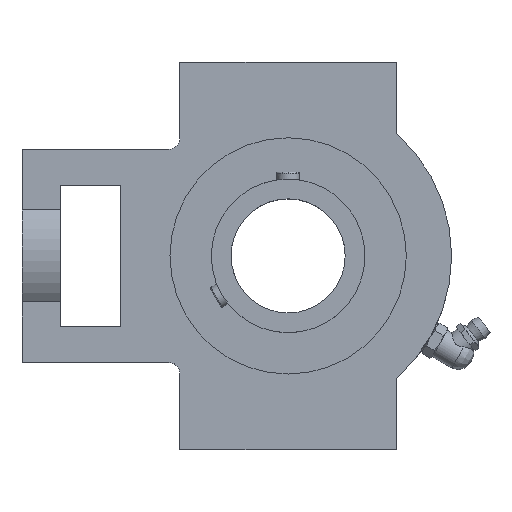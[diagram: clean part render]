
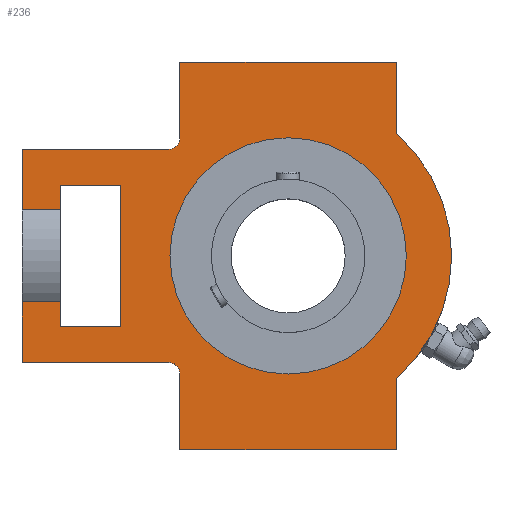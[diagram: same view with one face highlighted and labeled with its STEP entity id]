
A CAD part, top view. The second image highlights one B-rep face of the part: STEP entity #236.
In plain terms, the highlighted planar face has unit normal (0, 0, 1).
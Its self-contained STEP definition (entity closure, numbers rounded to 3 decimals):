
#236 = ADVANCED_FACE( '', ( #548, #549 ), #550, .T. );
#548 = FACE_BOUND( '', #941, .T. );
#549 = FACE_OUTER_BOUND( '', #942, .T. );
#550 = PLANE( '', #943 );
#941 = EDGE_LOOP( '', ( #1521 ) );
#942 = EDGE_LOOP( '', ( #1522, #1523, #1524, #1525, #1526, #1527, #1528, #1529, #1530, #1531, #1532, #1533, #1534, #1535, #1536, #1537, #1538, #1539, #1540, #1541 ) );
#943 = AXIS2_PLACEMENT_3D( '', #1542, #1543, #1544 );
#1521 = ORIENTED_EDGE( '', *, *, #2301, .F. );
#1522 = ORIENTED_EDGE( '', *, *, #2318, .T. );
#1523 = ORIENTED_EDGE( '', *, *, #2319, .T. );
#1524 = ORIENTED_EDGE( '', *, *, #2320, .F. );
#1525 = ORIENTED_EDGE( '', *, *, #2290, .F. );
#1526 = ORIENTED_EDGE( '', *, *, #2321, .F. );
#1527 = ORIENTED_EDGE( '', *, *, #2163, .F. );
#1528 = ORIENTED_EDGE( '', *, *, #2322, .F. );
#1529 = ORIENTED_EDGE( '', *, *, #2323, .T. );
#1530 = ORIENTED_EDGE( '', *, *, #2324, .T. );
#1531 = ORIENTED_EDGE( '', *, *, #2256, .T. );
#1532 = ORIENTED_EDGE( '', *, *, #2325, .F. );
#1533 = ORIENTED_EDGE( '', *, *, #2326, .T. );
#1534 = ORIENTED_EDGE( '', *, *, #2327, .T. );
#1535 = ORIENTED_EDGE( '', *, *, #2328, .T. );
#1536 = ORIENTED_EDGE( '', *, *, #2329, .T. );
#1537 = ORIENTED_EDGE( '', *, *, #2330, .T. );
#1538 = ORIENTED_EDGE( '', *, *, #2331, .T. );
#1539 = ORIENTED_EDGE( '', *, *, #2332, .T. );
#1540 = ORIENTED_EDGE( '', *, *, #2315, .F. );
#1541 = ORIENTED_EDGE( '', *, *, #2333, .T. );
#1542 = CARTESIAN_POINT( '', ( -31.5, -31., 14. ) );
#1543 = DIRECTION( '', ( 0., 0., 1. ) );
#1544 = DIRECTION( '', ( 1., 0., 0. ) );
#2163 = EDGE_CURVE( '', #2521, #2523, #2524, .T. );
#2256 = EDGE_CURVE( '', #2679, #2677, #2680, .T. );
#2290 = EDGE_CURVE( '', #2733, #2735, #2736, .T. );
#2301 = EDGE_CURVE( '', #2751, #2751, #2752, .T. );
#2315 = EDGE_CURVE( '', #2770, #2772, #2773, .T. );
#2318 = EDGE_CURVE( '', #2776, #2777, #2778, .T. );
#2319 = EDGE_CURVE( '', #2777, #2779, #2780, .F. );
#2320 = EDGE_CURVE( '', #2735, #2779, #2781, .T. );
#2321 = EDGE_CURVE( '', #2523, #2733, #2782, .T. );
#2322 = EDGE_CURVE( '', #2783, #2521, #2784, .T. );
#2323 = EDGE_CURVE( '', #2783, #2785, #2786, .T. );
#2324 = EDGE_CURVE( '', #2785, #2679, #2787, .T. );
#2325 = EDGE_CURVE( '', #2788, #2677, #2789, .T. );
#2326 = EDGE_CURVE( '', #2788, #2790, #2791, .T. );
#2327 = EDGE_CURVE( '', #2790, #2792, #2793, .T. );
#2328 = EDGE_CURVE( '', #2792, #2794, #2795, .T. );
#2329 = EDGE_CURVE( '', #2794, #2796, #2797, .T. );
#2330 = EDGE_CURVE( '', #2796, #2798, #2799, .T. );
#2331 = EDGE_CURVE( '', #2798, #2800, #2801, .T. );
#2332 = EDGE_CURVE( '', #2800, #2772, #2802, .T. );
#2333 = EDGE_CURVE( '', #2770, #2776, #2803, .T. );
#2521 = VERTEX_POINT( '', #3040 );
#2523 = VERTEX_POINT( '', #3043 );
#2524 = LINE( '', #3044, #3045 );
#2677 = VERTEX_POINT( '', #3420 );
#2679 = VERTEX_POINT( '', #3423 );
#2680 = LINE( '', #3424, #3425 );
#2733 = VERTEX_POINT( '', #3650 );
#2735 = VERTEX_POINT( '', #3653 );
#2736 = LINE( '', #3654, #3655 );
#2751 = VERTEX_POINT( '', #3718 );
#2752 = CIRCLE( '', #3719, 31.075 );
#2770 = VERTEX_POINT( '', #3767 );
#2772 = VERTEX_POINT( '', #3770 );
#2773 = CIRCLE( '', #3771, 3. );
#2776 = VERTEX_POINT( '', #3775 );
#2777 = VERTEX_POINT( '', #3776 );
#2778 = LINE( '', #3777, #3778 );
#2779 = VERTEX_POINT( '', #3779 );
#2780 = LINE( '', #3780, #3781 );
#2781 = LINE( '', #3782, #3783 );
#2782 = LINE( '', #3784, #3785 );
#2783 = VERTEX_POINT( '', #3786 );
#2784 = LINE( '', #3787, #3788 );
#2785 = VERTEX_POINT( '', #3789 );
#2786 = LINE( '', #3790, #3791 );
#2787 = LINE( '', #3792, #3793 );
#2788 = VERTEX_POINT( '', #3794 );
#2789 = CIRCLE( '', #3795, 3. );
#2790 = VERTEX_POINT( '', #3796 );
#2791 = LINE( '', #3797, #3798 );
#2792 = VERTEX_POINT( '', #3799 );
#2793 = LINE( '', #3800, #3801 );
#2794 = VERTEX_POINT( '', #3802 );
#2795 = LINE( '', #3803, #3804 );
#2796 = VERTEX_POINT( '', #3805 );
#2797 = CIRCLE( '', #3806, 43. );
#2798 = VERTEX_POINT( '', #3807 );
#2799 = LINE( '', #3808, #3809 );
#2800 = VERTEX_POINT( '', #3810 );
#2801 = LINE( '', #3811, #3812 );
#2802 = LINE( '', #3813, #3814 );
#2803 = LINE( '', #3815, #3816 );
#3040 = CARTESIAN_POINT( '', ( -60., -18.5, 14. ) );
#3043 = CARTESIAN_POINT( '', ( -44., -18.5, 14. ) );
#3044 = CARTESIAN_POINT( '', ( -60., -18.5, 14. ) );
#3045 = VECTOR( '', #4358, 1000. );
#3420 = CARTESIAN_POINT( '', ( -31.5, -28., 14. ) );
#3423 = CARTESIAN_POINT( '', ( -70., -28., 14. ) );
#3424 = CARTESIAN_POINT( '', ( -70., -28., 14. ) );
#3425 = VECTOR( '', #4429, 1000. );
#3650 = CARTESIAN_POINT( '', ( -44., 18.5, 14. ) );
#3653 = CARTESIAN_POINT( '', ( -60., 18.5, 14. ) );
#3654 = CARTESIAN_POINT( '', ( -44., 18.5, 14. ) );
#3655 = VECTOR( '', #4454, 1000. );
#3718 = CARTESIAN_POINT( '', ( 31.075, 0., 14. ) );
#3719 = AXIS2_PLACEMENT_3D( '', #4474, #4475, #4476 );
#3767 = CARTESIAN_POINT( '', ( -31.5, 28., 14. ) );
#3770 = CARTESIAN_POINT( '', ( -28.5, 31., 14. ) );
#3771 = AXIS2_PLACEMENT_3D( '', #4487, #4488, #4489 );
#3775 = CARTESIAN_POINT( '', ( -70., 28., 14. ) );
#3776 = CARTESIAN_POINT( '', ( -70., 12.093, 14. ) );
#3777 = CARTESIAN_POINT( '', ( -70., 28., 14. ) );
#3778 = VECTOR( '', #4491, 1000. );
#3779 = CARTESIAN_POINT( '', ( -60., 12.093, 14. ) );
#3780 = CARTESIAN_POINT( '', ( -60., 12.093, 14. ) );
#3781 = VECTOR( '', #4492, 1000. );
#3782 = CARTESIAN_POINT( '', ( -60., 18.5, 14. ) );
#3783 = VECTOR( '', #4493, 1000. );
#3784 = CARTESIAN_POINT( '', ( -44., -18.5, 14. ) );
#3785 = VECTOR( '', #4494, 1000. );
#3786 = CARTESIAN_POINT( '', ( -60., -12.093, 14. ) );
#3787 = CARTESIAN_POINT( '', ( -60., 18.5, 14. ) );
#3788 = VECTOR( '', #4495, 1000. );
#3789 = CARTESIAN_POINT( '', ( -70., -12.093, 14. ) );
#3790 = CARTESIAN_POINT( '', ( -60., -12.093, 14. ) );
#3791 = VECTOR( '', #4496, 1000. );
#3792 = CARTESIAN_POINT( '', ( -70., 28., 14. ) );
#3793 = VECTOR( '', #4497, 1000. );
#3794 = CARTESIAN_POINT( '', ( -28.5, -31., 14. ) );
#3795 = AXIS2_PLACEMENT_3D( '', #4498, #4499, #4500 );
#3796 = CARTESIAN_POINT( '', ( -28.5, -51., 14. ) );
#3797 = CARTESIAN_POINT( '', ( -28.5, -31., 14. ) );
#3798 = VECTOR( '', #4501, 1000. );
#3799 = CARTESIAN_POINT( '', ( 28.5, -51., 14. ) );
#3800 = CARTESIAN_POINT( '', ( -28.5, -51., 14. ) );
#3801 = VECTOR( '', #4502, 1000. );
#3802 = CARTESIAN_POINT( '', ( 28.5, -32.199, 14. ) );
#3803 = CARTESIAN_POINT( '', ( 28.5, -51., 14. ) );
#3804 = VECTOR( '', #4503, 1000. );
#3805 = CARTESIAN_POINT( '', ( 28.5, 32.199, 14. ) );
#3806 = AXIS2_PLACEMENT_3D( '', #4504, #4505, #4506 );
#3807 = CARTESIAN_POINT( '', ( 28.5, 51., 14. ) );
#3808 = CARTESIAN_POINT( '', ( 28.5, 32.199, 14. ) );
#3809 = VECTOR( '', #4507, 1000. );
#3810 = CARTESIAN_POINT( '', ( -28.5, 51., 14. ) );
#3811 = CARTESIAN_POINT( '', ( 28.5, 51., 14. ) );
#3812 = VECTOR( '', #4508, 1000. );
#3813 = CARTESIAN_POINT( '', ( -28.5, 51., 14. ) );
#3814 = VECTOR( '', #4509, 1000. );
#3815 = CARTESIAN_POINT( '', ( -31.5, 28., 14. ) );
#3816 = VECTOR( '', #4510, 1000. );
#4358 = DIRECTION( '', ( 1., 0., 0. ) );
#4429 = DIRECTION( '', ( 1., 0., 0. ) );
#4454 = DIRECTION( '', ( -1., 0., 0. ) );
#4474 = CARTESIAN_POINT( '', ( 0., 0., 14. ) );
#4475 = DIRECTION( '', ( 0., 0., 1. ) );
#4476 = DIRECTION( '', ( 1., 0., 0. ) );
#4487 = CARTESIAN_POINT( '', ( -31.5, 31., 14. ) );
#4488 = DIRECTION( '', ( 0., 0., 1. ) );
#4489 = DIRECTION( '', ( 1., 0., 0. ) );
#4491 = DIRECTION( '', ( 0., -1., 0. ) );
#4492 = DIRECTION( '', ( -1., 0., 0. ) );
#4493 = DIRECTION( '', ( 0., -1., 0. ) );
#4494 = DIRECTION( '', ( 0., 1., 0. ) );
#4495 = DIRECTION( '', ( 0., -1., 0. ) );
#4496 = DIRECTION( '', ( -1., 0., 0. ) );
#4497 = DIRECTION( '', ( 0., -1., 0. ) );
#4498 = CARTESIAN_POINT( '', ( -31.5, -31., 14. ) );
#4499 = DIRECTION( '', ( 0., 0., 1. ) );
#4500 = DIRECTION( '', ( 1., 0., 0. ) );
#4501 = DIRECTION( '', ( 0., -1., 0. ) );
#4502 = DIRECTION( '', ( 1., 0., 0. ) );
#4503 = DIRECTION( '', ( 0., 1., 0. ) );
#4504 = CARTESIAN_POINT( '', ( 0., 0., 14. ) );
#4505 = DIRECTION( '', ( 0., 0., 1. ) );
#4506 = DIRECTION( '', ( 1., 0., 0. ) );
#4507 = DIRECTION( '', ( 0., 1., 0. ) );
#4508 = DIRECTION( '', ( -1., 0., 0. ) );
#4509 = DIRECTION( '', ( 0., -1., 0. ) );
#4510 = DIRECTION( '', ( -1., 0., 0. ) );
